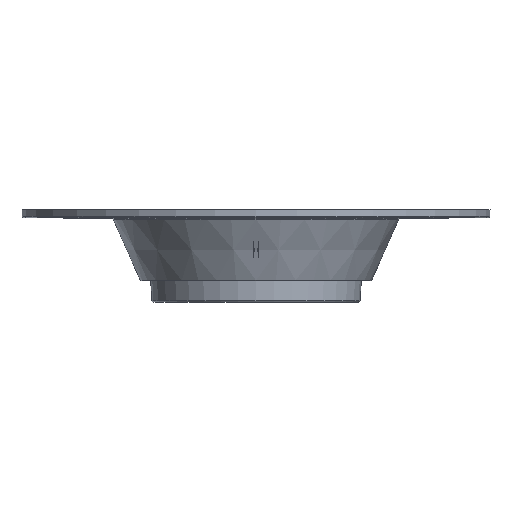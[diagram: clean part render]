
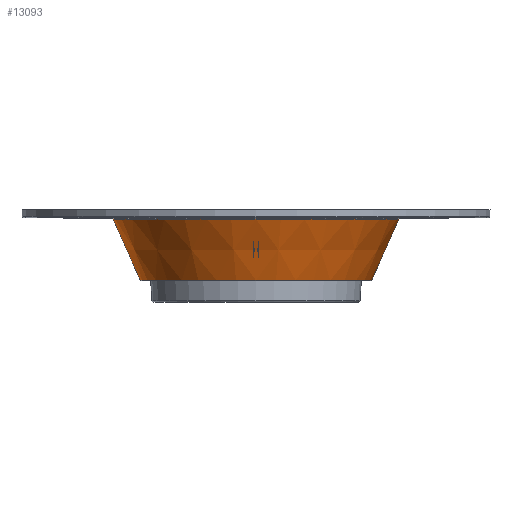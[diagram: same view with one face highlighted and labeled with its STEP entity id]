
A CAD part, front view. The second image highlights one B-rep face of the part: STEP entity #13093.
In plain terms, the highlighted conical face has half-angle 24 degrees and reference radius 842.003 mm.
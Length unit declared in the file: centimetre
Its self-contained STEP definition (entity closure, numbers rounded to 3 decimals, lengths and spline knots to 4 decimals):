
#170=CONICAL_SURFACE('',#15480,84.2003,0.419);
#1089=FACE_OUTER_BOUND('',#2080,.T.);
#2080=EDGE_LOOP('',(#9169,#9170,#9171,#9172));
#3081=CIRCLE('',#15481,75.3584);
#3082=CIRCLE('',#15482,93.0422);
#4894=VERTEX_POINT('',#25543);
#4895=VERTEX_POINT('',#25545);
#6424=EDGE_CURVE('',#4894,#4894,#3081,.T.);
#6425=EDGE_CURVE('',#4894,#4895,#14073,.T.);
#6426=EDGE_CURVE('',#4895,#4895,#3082,.T.);
#9169=ORIENTED_EDGE('',*,*,#6424,.F.);
#9170=ORIENTED_EDGE('',*,*,#6425,.T.);
#9171=ORIENTED_EDGE('',*,*,#6426,.T.);
#9172=ORIENTED_EDGE('',*,*,#6425,.F.);
#13093=ADVANCED_FACE('',(#1089),#170,.T.);
#14073=LINE('',#25546,#14641);
#14641=VECTOR('',#17880,84.2003);
#15480=AXIS2_PLACEMENT_3D('',#25542,#17876,#17877);
#15481=AXIS2_PLACEMENT_3D('',#25544,#17878,#17879);
#15482=AXIS2_PLACEMENT_3D('',#25547,#17881,#17882);
#17876=DIRECTION('center_axis',(0.,0.,1.));
#17877=DIRECTION('ref_axis',(-1.,0.,0.));
#17878=DIRECTION('center_axis',(0.,0.,-1.));
#17879=DIRECTION('ref_axis',(1.,0.,0.));
#17880=DIRECTION('',(0.407,0.,0.914));
#17881=DIRECTION('center_axis',(0.,0.,-1.));
#17882=DIRECTION('ref_axis',(1.,0.,0.));
#25542=CARTESIAN_POINT('Origin',(0.,0.,
34.0373));
#25543=CARTESIAN_POINT('',(75.3584,0.,14.178));
#25544=CARTESIAN_POINT('Origin',(0.,0.,
14.178));
#25545=CARTESIAN_POINT('',(93.0422,0.,53.8966));
#25546=CARTESIAN_POINT('',(84.2003,0.,34.0373));
#25547=CARTESIAN_POINT('Origin',(0.,0.,
53.8966));
